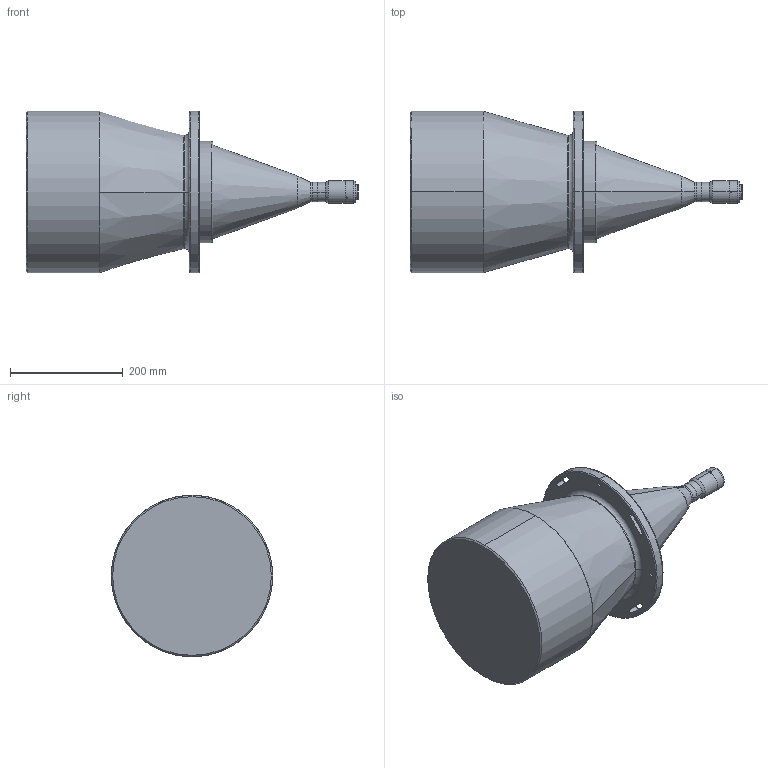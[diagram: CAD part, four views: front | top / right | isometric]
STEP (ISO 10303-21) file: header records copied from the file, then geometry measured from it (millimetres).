
FILE_DESCRIPTION (( 'STEP AP203' ), '1' );
FILE_NAME ('DTCM111-240H-AL.STEP', '2019-11-14T07:20:00', ( 'Windows 蚚誧' ), ( '' ), 'SwSTEP 2.0', 'SolidWorks 2017', '' );
FILE_SCHEMA (( 'CONFIG_CONTROL_DESIGN' ));
Length unit declared in the file: millimetre
Products named in the file (1): DTCM111-240H-AL
Bounding box: 588.1 x 286 x 286 mm (x, y, z)
Volume: 19119123.4 mm3; surface area: 482709.5 mm2
Topology: 1 solids, 1 shells, 100 faces, 249 edges, 153 vertices
Faces by surface type: cylinder 54, cone 24, bspline 12, plane 8, torus 2
Entity records: 3302 total; most frequent: CARTESIAN_POINT 839, DIRECTION 533, ORIENTED_EDGE 486, EDGE_CURVE 243, AXIS2_PLACEMENT_3D 227, VERTEX_POINT 153, CIRCLE 138, EDGE_LOOP 124
